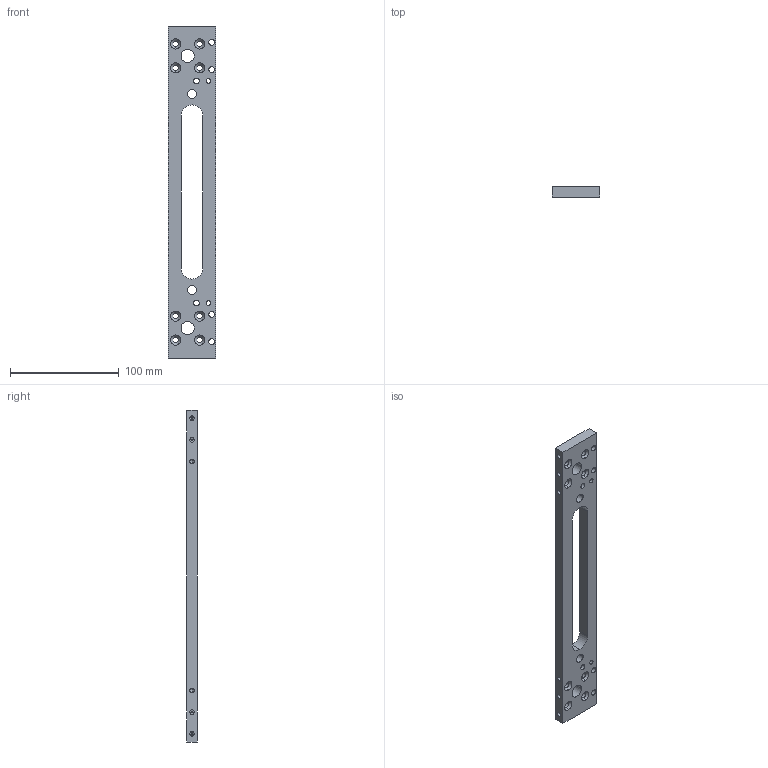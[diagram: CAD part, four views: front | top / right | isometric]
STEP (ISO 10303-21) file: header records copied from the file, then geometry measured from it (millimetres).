
FILE_DESCRIPTION (( 'STEP AP214' ), '1' );
FILE_NAME ('5-PlaqueBase-01.STEP', '2022-08-15T17:39:40', ( '' ), ( '' ), 'SwSTEP 2.0', 'SolidWorks 2019', '' );
FILE_SCHEMA (( 'AUTOMOTIVE_DESIGN' ));
Length unit declared in the file: millimetre
Products named in the file (1): 5-PlaqueBase-01
Bounding box: 44 x 10 x 305 mm (x, y, z)
Volume: 94355.8 mm3; surface area: 34924.2 mm2
Topology: 1 solids, 1 shells, 91 faces, 271 edges, 172 vertices
Faces by surface type: cylinder 55, cone 28, plane 8
Entity records: 3469 total; most frequent: CARTESIAN_POINT 687, DIRECTION 565, ORIENTED_EDGE 518, EDGE_CURVE 259, AXIS2_PLACEMENT_3D 230, VERTEX_POINT 172, EDGE_LOOP 139, CIRCLE 138
